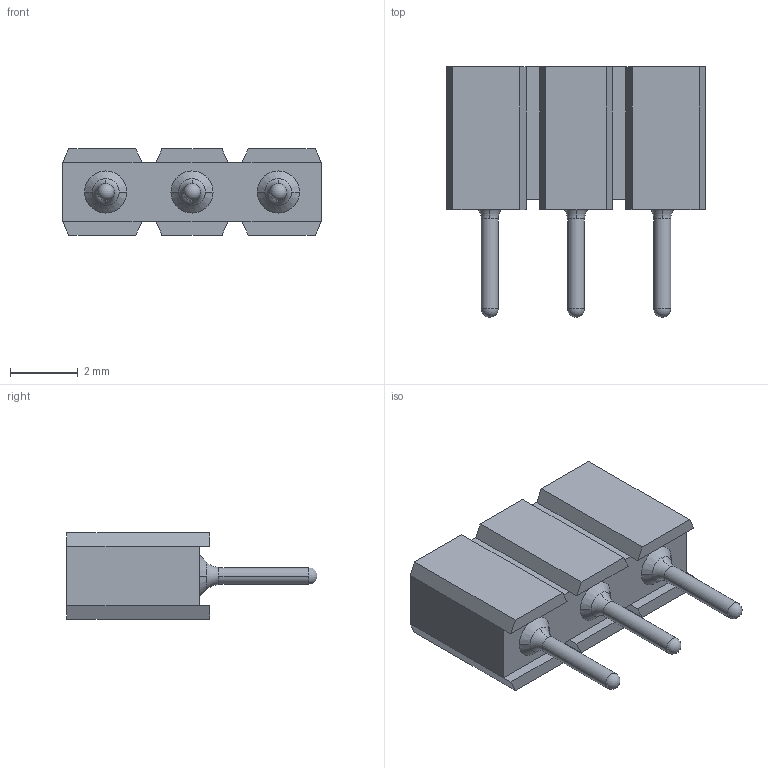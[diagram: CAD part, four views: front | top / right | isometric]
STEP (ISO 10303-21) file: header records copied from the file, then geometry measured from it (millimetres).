
FILE_DESCRIPTION(('STEP AP214'),'1');
FILE_NAME(' ',' ',('TraceParts'),('TraceParts S.A.'),'XStep 1.0',' ',' ');
FILE_SCHEMA(('automotive_design'));
Length unit declared in the file: millimetre
Products named in the file (1): 1
Bounding box: 7.62 x 7.37 x 2.54 mm (x, y, z)
Volume: 66.7 mm3; surface area: 200.1 mm2
Topology: 1 solids, 1 shells, 137 faces, 324 edges, 189 vertices
Faces by surface type: cone 60, plane 44, cylinder 24, torus 6, sphere 3
Entity records: 7439 total; most frequent: DIRECTION 720, CARTESIAN_POINT 639, STYLED_ITEM 638, PRESENTATION_STYLE_ASSIGNMENT 638, COLOUR_RGB 638, ORIENTED_EDGE 624, EDGE_CURVE 312, CURVE_STYLE 312
